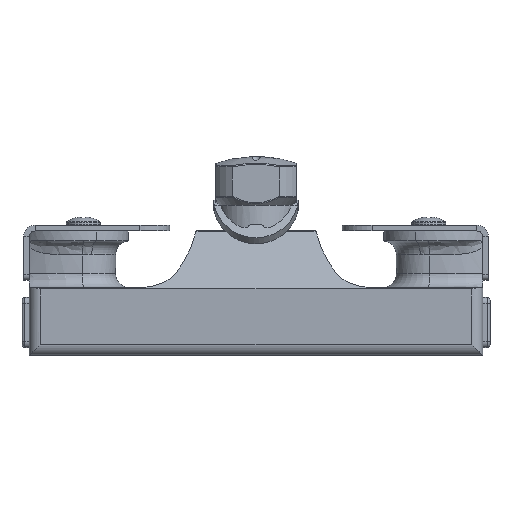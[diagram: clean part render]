
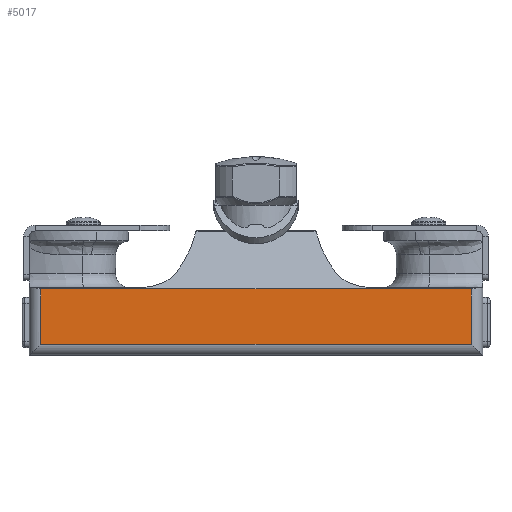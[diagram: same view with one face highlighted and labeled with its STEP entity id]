
A CAD part, front view. The second image highlights one B-rep face of the part: STEP entity #5017.
In plain terms, the highlighted planar face has unit normal (0, -1, 0).
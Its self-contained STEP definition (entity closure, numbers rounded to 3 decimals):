
#210=PLANE('',#5537);
#535=LINE('',#9728,#895);
#543=LINE('',#10040,#903);
#545=LINE('',#10046,#905);
#556=LINE('',#10345,#916);
#895=VECTOR('',#6693,19.5);
#903=VECTOR('',#6793,19.5);
#905=VECTOR('',#6801,152.2);
#916=VECTOR('',#6898,152.2);
#1211=FACE_OUTER_BOUND('',#1508,.T.);
#1508=EDGE_LOOP('',(#4533,#4534,#4535,#4536));
#2325=VERTEX_POINT('',#9726);
#2326=VERTEX_POINT('',#9727);
#2347=VERTEX_POINT('',#10037);
#2348=VERTEX_POINT('',#10039);
#3010=EDGE_CURVE('',#2325,#2326,#535,.T.);
#3055=EDGE_CURVE('',#2347,#2348,#543,.T.);
#3059=EDGE_CURVE('',#2325,#2347,#545,.T.);
#3100=EDGE_CURVE('',#2326,#2348,#556,.T.);
#4533=ORIENTED_EDGE('',*,*,#3055,.F.);
#4534=ORIENTED_EDGE('',*,*,#3059,.F.);
#4535=ORIENTED_EDGE('',*,*,#3010,.T.);
#4536=ORIENTED_EDGE('',*,*,#3100,.T.);
#5017=ADVANCED_FACE('',(#1211),#210,.T.);
#5537=AXIS2_PLACEMENT_3D('',#10346,#6899,#6900);
#6693=DIRECTION('',(0.,0.,1.));
#6793=DIRECTION('',(0.,0.,1.));
#6801=DIRECTION('',(-1.,0.,0.));
#6898=DIRECTION('',(-1.,0.,0.));
#6899=DIRECTION('center_axis',(0.,-1.,0.));
#6900=DIRECTION('ref_axis',(0.,0.,-1.));
#9726=CARTESIAN_POINT('',(76.1,-30.,-8.15));
#9727=CARTESIAN_POINT('',(76.1,-30.,11.35));
#9728=CARTESIAN_POINT('',(76.1,-30.,8.82));
#10037=CARTESIAN_POINT('',(-76.1,-30.,-8.15));
#10039=CARTESIAN_POINT('',(-76.1,-30.,11.35));
#10040=CARTESIAN_POINT('',(-76.1,-30.,8.82));
#10046=CARTESIAN_POINT('',(0.,-30.,-8.15));
#10345=CARTESIAN_POINT('',(0.,-30.,11.35));
#10346=CARTESIAN_POINT('Origin',(0.,-30.,11.35));
